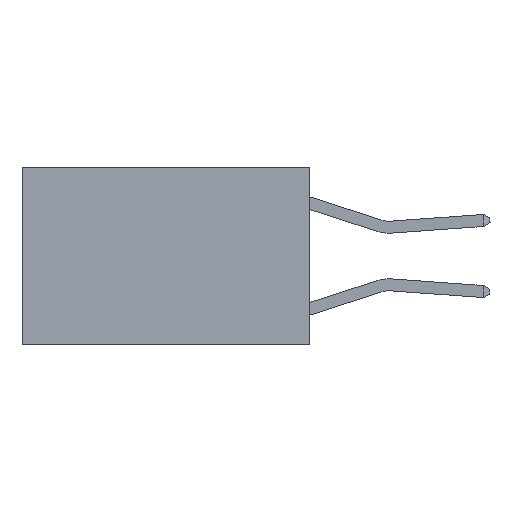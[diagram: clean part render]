
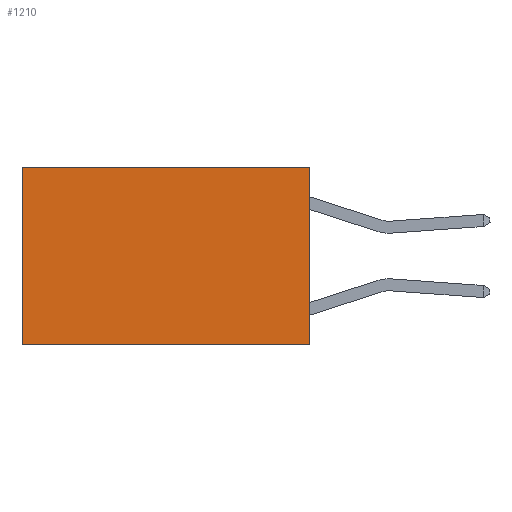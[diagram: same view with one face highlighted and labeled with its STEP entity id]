
A CAD part, left-side view. The second image highlights one B-rep face of the part: STEP entity #1210.
In plain terms, the highlighted planar face has unit normal (-1, 0, 0).
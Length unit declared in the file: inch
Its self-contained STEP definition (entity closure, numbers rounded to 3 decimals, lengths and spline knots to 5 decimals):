
#5 = LINE ( 'NONE', #7389, #7297 ) ;
#49 = CARTESIAN_POINT ( 'NONE',  ( 0.2625, 0., 0. ) ) ;
#390 = EDGE_LOOP ( 'NONE', ( #6434, #5578, #4826, #6655 ) ) ;
#547 = CARTESIAN_POINT ( 'NONE',  ( 0.2625, 0., 0. ) ) ;
#1210 = ADVANCED_FACE ( 'NONE', ( #5550 ), #3834, .F. ) ;
#1217 = VECTOR ( 'NONE', #5212, 39.37008 ) ;
#1470 = LINE ( 'NONE', #5924, #1217 ) ;
#2525 = CARTESIAN_POINT ( 'NONE',  ( 0.2625, 0.6, 0. ) ) ;
#2648 = DIRECTION ( 'NONE',  ( 0., 1., 0. ) ) ;
#2811 = LINE ( 'NONE', #49, #6241 ) ;
#3018 = EDGE_CURVE ( 'NONE', #8188, #3774, #2811, .T. ) ;
#3278 = DIRECTION ( 'NONE',  ( 1., 0., 0. ) ) ;
#3376 = DIRECTION ( 'NONE',  ( 0., 1., 0. ) ) ;
#3774 = VERTEX_POINT ( 'NONE', #4449 ) ;
#3834 = PLANE ( 'NONE',  #7533 ) ;
#4060 = CARTESIAN_POINT ( 'NONE',  ( 0.2625, 0., -0.37 ) ) ;
#4198 = DIRECTION ( 'NONE',  ( 0., 0., -1. ) ) ;
#4226 = VECTOR ( 'NONE', #3376, 39.37008 ) ;
#4449 = CARTESIAN_POINT ( 'NONE',  ( 0.2625, 0., -0.37 ) ) ;
#4826 = ORIENTED_EDGE ( 'NONE', *, *, #3018, .F. ) ;
#5023 = VERTEX_POINT ( 'NONE', #2525 ) ;
#5054 = DIRECTION ( 'NONE',  ( 0., 0., -1. ) ) ;
#5212 = DIRECTION ( 'NONE',  ( 0., 0., -1. ) ) ;
#5550 = FACE_OUTER_BOUND ( 'NONE', #390, .T. ) ;
#5578 = ORIENTED_EDGE ( 'NONE', *, *, #8749, .F. ) ;
#5924 = CARTESIAN_POINT ( 'NONE',  ( 0.2625, 0.6, 0. ) ) ;
#6032 = LINE ( 'NONE', #4060, #4226 ) ;
#6241 = VECTOR ( 'NONE', #5054, 39.37008 ) ;
#6434 = ORIENTED_EDGE ( 'NONE', *, *, #7455, .T. ) ;
#6655 = ORIENTED_EDGE ( 'NONE', *, *, #6697, .T. ) ;
#6697 = EDGE_CURVE ( 'NONE', #8188, #5023, #5, .T. ) ;
#7245 = CARTESIAN_POINT ( 'NONE',  ( 0.2625, 0.6, -0.37 ) ) ;
#7297 = VECTOR ( 'NONE', #2648, 39.37008 ) ;
#7389 = CARTESIAN_POINT ( 'NONE',  ( 0.2625, 0., 0. ) ) ;
#7455 = EDGE_CURVE ( 'NONE', #5023, #8419, #1470, .T. ) ;
#7533 = AXIS2_PLACEMENT_3D ( 'NONE', #547, #3278, #4198 ) ;
#8188 = VERTEX_POINT ( 'NONE', #8371 ) ;
#8371 = CARTESIAN_POINT ( 'NONE',  ( 0.2625, 0., 0. ) ) ;
#8419 = VERTEX_POINT ( 'NONE', #7245 ) ;
#8749 = EDGE_CURVE ( 'NONE', #3774, #8419, #6032, .T. ) ;
